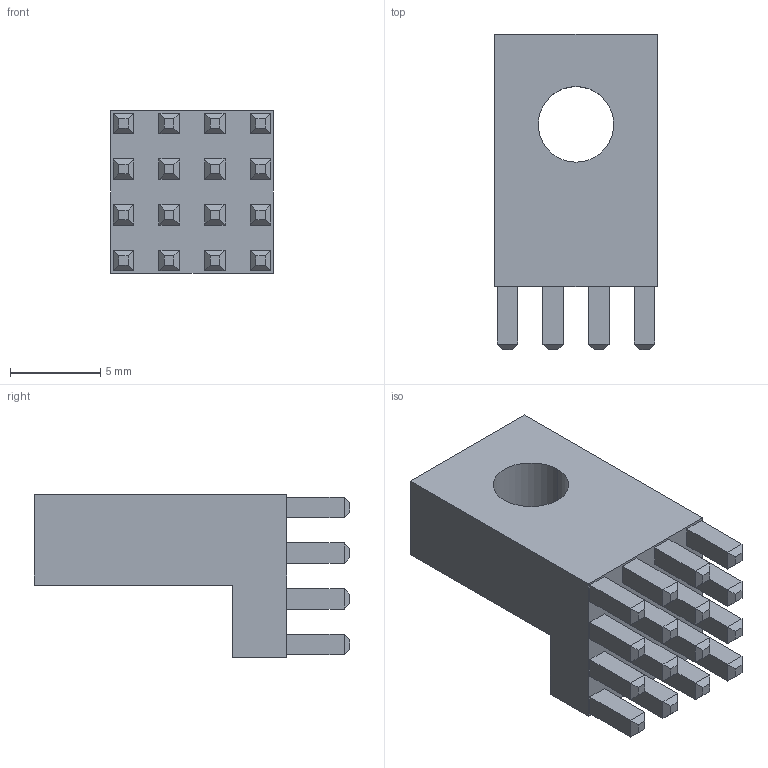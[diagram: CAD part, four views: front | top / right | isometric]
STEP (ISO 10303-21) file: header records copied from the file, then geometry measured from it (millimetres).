
FILE_DESCRIPTION (( 'STEP AP203' ), '1' );
FILE_NAME ('LF994104-A01.STEP', '2021-09-10T07:25:30', ( '' ), ( '' ), 'SwSTEP 2.0', 'SolidWorks 2018', '' );
FILE_SCHEMA (( 'CONFIG_CONTROL_DESIGN' ));
Length unit declared in the file: millimetre
Products named in the file (1): LF994104-A01
Bounding box: 9 x 17.5 x 9 mm (x, y, z)
Volume: 737.2 mm3; surface area: 856 mm2
Topology: 1 solids, 1 shells, 181 faces, 419 edges, 258 vertices
Faces by surface type: plane 179, cylinder 2
Entity records: 5026 total; most frequent: CARTESIAN_POINT 859, ORIENTED_EDGE 838, DIRECTION 787, EDGE_CURVE 419, LINE 415, VECTOR 415, VERTEX_POINT 258, EDGE_LOOP 201
